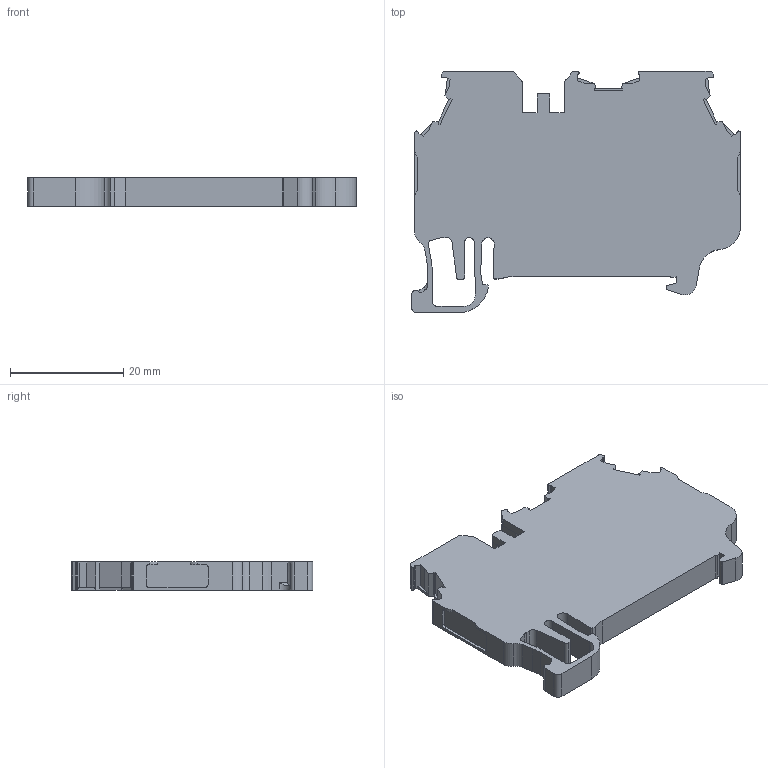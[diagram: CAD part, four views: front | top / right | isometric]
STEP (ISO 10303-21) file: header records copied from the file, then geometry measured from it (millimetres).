
FILE_DESCRIPTION (( 'STEP AP214' ), '1' );
FILE_NAME ('304400_AVK 2,5R_Beige.STP', '2014-10-08T14:07:33', ( '' ), ( '' ), 'SwSTEP 2.0', 'SolidWorks 2014', '' );
FILE_SCHEMA (( 'AUTOMOTIVE_DESIGN' ));
Length unit declared in the file: millimetre
Products named in the file (1): 304400_AVK 2,5R_Beige
Bounding box: 58.05 x 42.65 x 4.95 mm (x, y, z)
Volume: 9037.8 mm3; surface area: 5269.5 mm2
Topology: 1 solids, 1 shells, 258 faces, 750 edges, 496 vertices
Faces by surface type: plane 154, cylinder 104
Entity records: 8575 total; most frequent: CARTESIAN_POINT 1525, ORIENTED_EDGE 1500, DIRECTION 1471, EDGE_CURVE 750, VECTOR 539, LINE 539, VERTEX_POINT 496, AXIS2_PLACEMENT_3D 466
